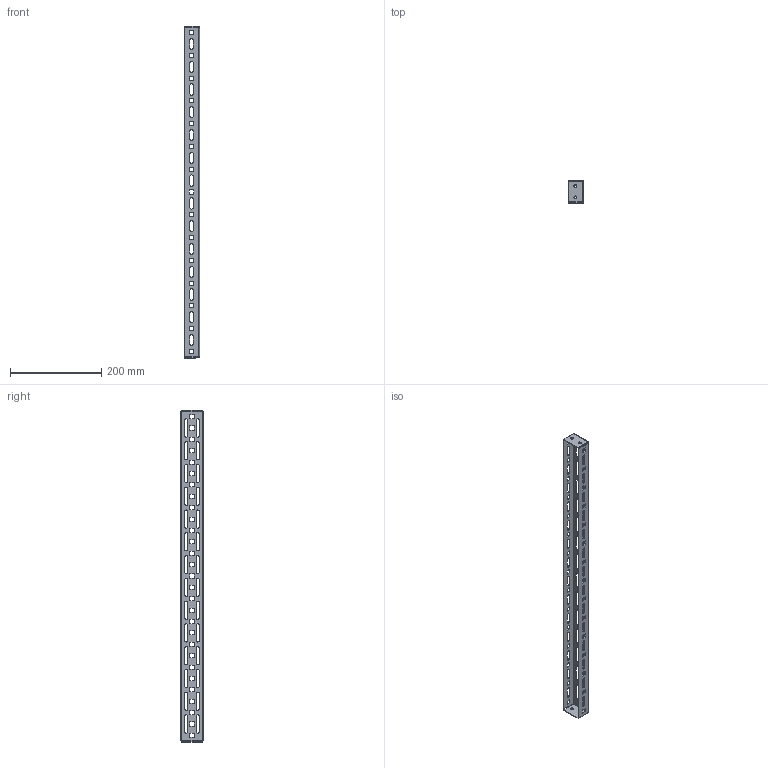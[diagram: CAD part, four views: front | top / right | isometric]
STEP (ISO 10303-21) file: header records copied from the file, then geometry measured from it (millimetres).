
FILE_DESCRIPTION (( 'STEP AP214' ), '1' );
FILE_NAME ('Ðåéêà øèðîêàÿ ïîïåðå÷íàÿ 800.STEP', '2018-02-26T13:06:22', ( '' ), ( '' ), 'SwSTEP 2.0', 'SolidWorks 2017', '' );
FILE_SCHEMA (( 'AUTOMOTIVE_DESIGN' ));
Length unit declared in the file: millimetre
Products named in the file (1): Ðåéêà øèðîêàÿ ïîïåðå÷íàÿ 800
Bounding box: 33 x 49 x 729 mm (x, y, z)
Volume: 98795.2 mm3; surface area: 143869.6 mm2
Topology: 1 solids, 1 shells, 534 faces, 1564 edges, 1032 vertices
Faces by surface type: plane 378, cylinder 156
Entity records: 18114 total; most frequent: CARTESIAN_POINT 3131, ORIENTED_EDGE 3128, DIRECTION 2946, EDGE_CURVE 1564, LINE 1252, VECTOR 1252, VERTEX_POINT 1032, AXIS2_PLACEMENT_3D 847
